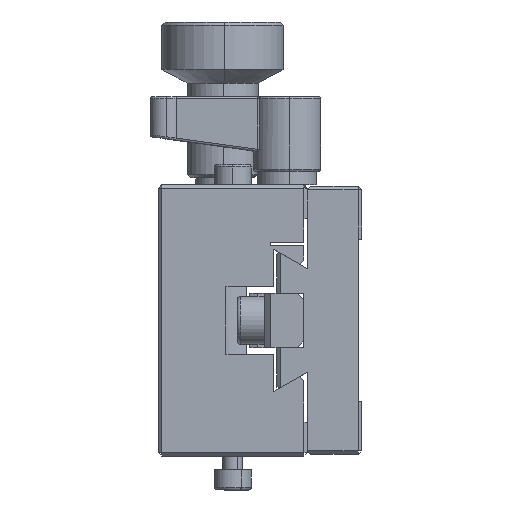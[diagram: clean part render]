
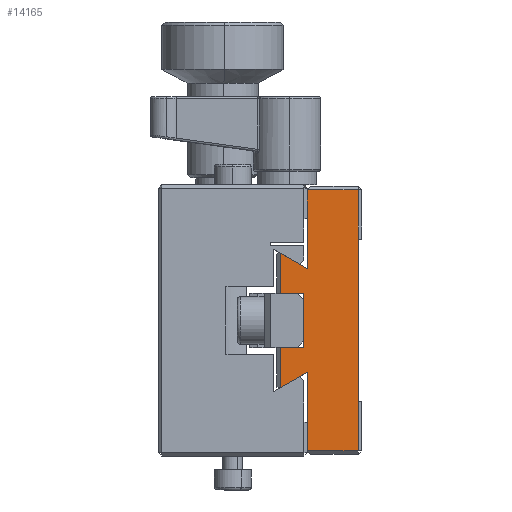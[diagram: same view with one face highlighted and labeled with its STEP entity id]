
A CAD part, left-side view. The second image highlights one B-rep face of the part: STEP entity #14165.
In plain terms, the highlighted planar face has unit normal (-1, 0, 0).
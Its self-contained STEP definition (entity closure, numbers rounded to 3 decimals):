
#58 = CARTESIAN_POINT ( 'NONE',  ( -150., 12., 4. ) ) ;
#138 = LINE ( 'NONE', #22941, #20167 ) ;
#1011 = VECTOR ( 'NONE', #26030, 1000. ) ;
#1196 = VERTEX_POINT ( 'NONE', #15498 ) ;
#1450 = VECTOR ( 'NONE', #32313, 1000. ) ;
#2041 = ORIENTED_EDGE ( 'NONE', *, *, #12713, .T. ) ;
#2099 = ORIENTED_EDGE ( 'NONE', *, *, #20387, .T. ) ;
#2321 = VECTOR ( 'NONE', #2670, 1000. ) ;
#2572 = LINE ( 'NONE', #9369, #28726 ) ;
#2670 = DIRECTION ( 'NONE',  ( 0., 0., -1. ) ) ;
#2713 = VERTEX_POINT ( 'NONE', #15948 ) ;
#2948 = CARTESIAN_POINT ( 'NONE',  ( -150., 8., -19.75 ) ) ;
#2986 = ORIENTED_EDGE ( 'NONE', *, *, #11763, .T. ) ;
#2995 = EDGE_CURVE ( 'NONE', #30325, #32732, #2572, .T. ) ;
#3384 = CARTESIAN_POINT ( 'NONE',  ( -150., 0.5, 19.25 ) ) ;
#3776 = VECTOR ( 'NONE', #31659, 1000. ) ;
#3814 = ORIENTED_EDGE ( 'NONE', *, *, #10364, .F. ) ;
#3897 = LINE ( 'NONE', #17216, #29216 ) ;
#5072 = LINE ( 'NONE', #25394, #9131 ) ;
#5994 = VECTOR ( 'NONE', #16810, 1000. ) ;
#6220 = DIRECTION ( 'NONE',  ( 0., 0., 1. ) ) ;
#6255 = ORIENTED_EDGE ( 'NONE', *, *, #8468, .F. ) ;
#6559 = ORIENTED_EDGE ( 'NONE', *, *, #7848, .T. ) ;
#6977 = ORIENTED_EDGE ( 'NONE', *, *, #22374, .T. ) ;
#7661 = CARTESIAN_POINT ( 'NONE',  ( -150., 8.5, 0. ) ) ;
#7848 = EDGE_CURVE ( 'NONE', #32725, #2713, #20619, .T. ) ;
#7866 = VERTEX_POINT ( 'NONE', #19590 ) ;
#7967 = LINE ( 'NONE', #10264, #1011 ) ;
#8468 = EDGE_CURVE ( 'NONE', #28458, #20916, #17716, .T. ) ;
#8824 = ORIENTED_EDGE ( 'NONE', *, *, #10434, .F. ) ;
#9131 = VECTOR ( 'NONE', #12639, 1000. ) ;
#9369 = CARTESIAN_POINT ( 'NONE',  ( -150., 12., 0. ) ) ;
#10264 = CARTESIAN_POINT ( 'NONE',  ( -150., 8., -7.613 ) ) ;
#10362 = CARTESIAN_POINT ( 'NONE',  ( -150., 12., -4. ) ) ;
#10364 = EDGE_CURVE ( 'NONE', #7866, #13052, #15826, .T. ) ;
#10434 = EDGE_CURVE ( 'NONE', #31920, #2713, #24735, .T. ) ;
#11062 = DIRECTION ( 'NONE',  ( 0., 0., 1. ) ) ;
#11720 = EDGE_CURVE ( 'NONE', #20916, #1196, #26337, .T. ) ;
#11763 = EDGE_CURVE ( 'NONE', #31920, #28349, #12401, .T. ) ;
#12401 = LINE ( 'NONE', #17962, #30793 ) ;
#12639 = DIRECTION ( 'NONE',  ( 0., -1., 0. ) ) ;
#12713 = EDGE_CURVE ( 'NONE', #14796, #26457, #23413, .T. ) ;
#13052 = VERTEX_POINT ( 'NONE', #26103 ) ;
#13682 = PLANE ( 'NONE',  #18794 ) ;
#13717 = EDGE_LOOP ( 'NONE', ( #20991, #22832, #23720, #3814, #2099, #6559, #8824, #2986, #6977, #23295, #6255, #31819, #17667, #2041 ) ) ;
#14165 = ADVANCED_FACE ( 'NONE', ( #18438 ), #13682, .F. ) ;
#14442 = CARTESIAN_POINT ( 'NONE',  ( -150., 8., 7.613 ) ) ;
#14602 = CARTESIAN_POINT ( 'NONE',  ( -150., 12., 9.923 ) ) ;
#14796 = VERTEX_POINT ( 'NONE', #23150 ) ;
#15498 = CARTESIAN_POINT ( 'NONE',  ( -150., 8., 19.25 ) ) ;
#15812 = EDGE_CURVE ( 'NONE', #28458, #25706, #30950, .T. ) ;
#15826 = LINE ( 'NONE', #2948, #21896 ) ;
#15948 = CARTESIAN_POINT ( 'NONE',  ( -150., 0.5, -12. ) ) ;
#16300 = CARTESIAN_POINT ( 'NONE',  ( -150., 0., 0. ) ) ;
#16810 = DIRECTION ( 'NONE',  ( 0., 1., 0. ) ) ;
#16890 = VECTOR ( 'NONE', #28428, 1000. ) ;
#17216 = CARTESIAN_POINT ( 'NONE',  ( -150., 0., -19.25 ) ) ;
#17667 = ORIENTED_EDGE ( 'NONE', *, *, #28611, .T. ) ;
#17716 = LINE ( 'NONE', #26380, #3776 ) ;
#17753 = VECTOR ( 'NONE', #33481, 1000. ) ;
#17962 = CARTESIAN_POINT ( 'NONE',  ( -150., 0.5, 0. ) ) ;
#18438 = FACE_OUTER_BOUND ( 'NONE', #13717, .T. ) ;
#18794 = AXIS2_PLACEMENT_3D ( 'NONE', #16300, #18915, #30438 ) ;
#18915 = DIRECTION ( 'NONE',  ( 1., 0., 0. ) ) ;
#19203 = CARTESIAN_POINT ( 'NONE',  ( -150., 0., -4. ) ) ;
#19590 = CARTESIAN_POINT ( 'NONE',  ( -150., 8., -19.25 ) ) ;
#20167 = VECTOR ( 'NONE', #25231, 1000. ) ;
#20387 = EDGE_CURVE ( 'NONE', #7866, #32725, #3897, .T. ) ;
#20619 = LINE ( 'NONE', #24703, #26328 ) ;
#20916 = VERTEX_POINT ( 'NONE', #14442 ) ;
#20991 = ORIENTED_EDGE ( 'NONE', *, *, #26310, .T. ) ;
#21109 = CARTESIAN_POINT ( 'NONE',  ( -150., 0.5, 12. ) ) ;
#21896 = VECTOR ( 'NONE', #11062, 1000. ) ;
#22374 = EDGE_CURVE ( 'NONE', #28349, #1196, #138, .T. ) ;
#22832 = ORIENTED_EDGE ( 'NONE', *, *, #2995, .T. ) ;
#22941 = CARTESIAN_POINT ( 'NONE',  ( -150., 0., 19.25 ) ) ;
#23133 = CARTESIAN_POINT ( 'NONE',  ( -150., 12., -9.923 ) ) ;
#23150 = CARTESIAN_POINT ( 'NONE',  ( -150., 8.5, 4. ) ) ;
#23295 = ORIENTED_EDGE ( 'NONE', *, *, #11720, .F. ) ;
#23413 = LINE ( 'NONE', #7661, #16890 ) ;
#23720 = ORIENTED_EDGE ( 'NONE', *, *, #28150, .F. ) ;
#23967 = LINE ( 'NONE', #19203, #5994 ) ;
#24504 = CARTESIAN_POINT ( 'NONE',  ( -150., 0.5, 12. ) ) ;
#24703 = CARTESIAN_POINT ( 'NONE',  ( -150., 0.5, 0. ) ) ;
#24735 = LINE ( 'NONE', #24504, #1450 ) ;
#25123 = DIRECTION ( 'NONE',  ( 0., 0., -1. ) ) ;
#25231 = DIRECTION ( 'NONE',  ( 0., 1., 0. ) ) ;
#25394 = CARTESIAN_POINT ( 'NONE',  ( -150., 0., 4. ) ) ;
#25706 = VERTEX_POINT ( 'NONE', #58 ) ;
#26030 = DIRECTION ( 'NONE',  ( 0., 0.866, -0.5 ) ) ;
#26103 = CARTESIAN_POINT ( 'NONE',  ( -150., 8., -7.613 ) ) ;
#26135 = DIRECTION ( 'NONE',  ( 0., 0., 1. ) ) ;
#26310 = EDGE_CURVE ( 'NONE', #26457, #30325, #23967, .T. ) ;
#26328 = VECTOR ( 'NONE', #6220, 1000. ) ;
#26337 = LINE ( 'NONE', #33932, #17753 ) ;
#26380 = CARTESIAN_POINT ( 'NONE',  ( -150., 8., 7.613 ) ) ;
#26457 = VERTEX_POINT ( 'NONE', #27398 ) ;
#27398 = CARTESIAN_POINT ( 'NONE',  ( -150., 8.5, -4. ) ) ;
#28150 = EDGE_CURVE ( 'NONE', #13052, #32732, #7967, .T. ) ;
#28349 = VERTEX_POINT ( 'NONE', #3384 ) ;
#28395 = CARTESIAN_POINT ( 'NONE',  ( -150., 0.5, -19.25 ) ) ;
#28428 = DIRECTION ( 'NONE',  ( 0., 0., -1. ) ) ;
#28458 = VERTEX_POINT ( 'NONE', #14602 ) ;
#28611 = EDGE_CURVE ( 'NONE', #25706, #14796, #5072, .T. ) ;
#28726 = VECTOR ( 'NONE', #25123, 1000. ) ;
#29216 = VECTOR ( 'NONE', #32858, 1000. ) ;
#30325 = VERTEX_POINT ( 'NONE', #10362 ) ;
#30438 = DIRECTION ( 'NONE',  ( 0., 0., -1. ) ) ;
#30793 = VECTOR ( 'NONE', #26135, 1000. ) ;
#30950 = LINE ( 'NONE', #31375, #2321 ) ;
#31375 = CARTESIAN_POINT ( 'NONE',  ( -150., 12., 0. ) ) ;
#31659 = DIRECTION ( 'NONE',  ( 0., -0.866, -0.5 ) ) ;
#31819 = ORIENTED_EDGE ( 'NONE', *, *, #15812, .T. ) ;
#31920 = VERTEX_POINT ( 'NONE', #21109 ) ;
#32313 = DIRECTION ( 'NONE',  ( 0., 0., -1. ) ) ;
#32725 = VERTEX_POINT ( 'NONE', #28395 ) ;
#32732 = VERTEX_POINT ( 'NONE', #23133 ) ;
#32858 = DIRECTION ( 'NONE',  ( 0., -1., 0. ) ) ;
#33481 = DIRECTION ( 'NONE',  ( 0., 0., 1. ) ) ;
#33932 = CARTESIAN_POINT ( 'NONE',  ( -150., 8., 19.75 ) ) ;
